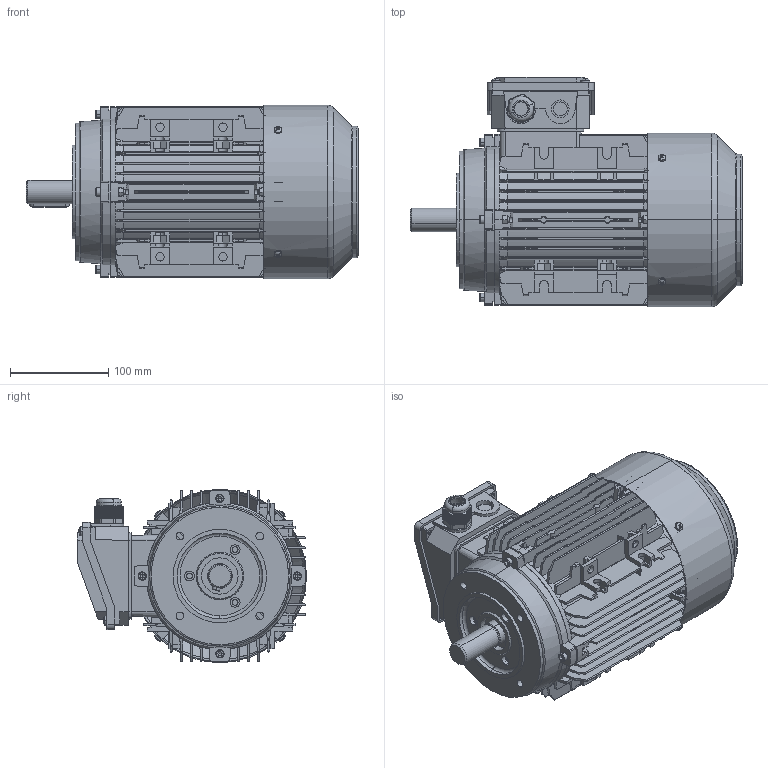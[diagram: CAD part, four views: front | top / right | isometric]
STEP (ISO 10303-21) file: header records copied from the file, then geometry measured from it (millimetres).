
FILE_DESCRIPTION (( 'STEP AP203' ), '1' );
FILE_NAME ('T90L B14蚾饜芞.STEP', '2015-04-07T06:14:08', ( 'USER' ), ( 'MS' ), 'SwSTEP 2.0', 'SolidWorks 2008', '' );
FILE_SCHEMA (( 'CONFIG_CONTROL_DESIGN' ));
Products named in the file (15): T90L机壳_默认; T90L转轴_默认; TA80-90斜接线盒盖_默认; Plain parallel keys_GB_CONNECTING_PIECE_KEYS_CSK 8X40; TA90B14法兰1_默认; 80-100出线螺套_默认; T90L B14蚾饜芞; TA90风罩_默认; TA90后盖1_默认; 90风叶_默认; T80-90斜接线盒座_默认; Cross recessed thread forming screws GB_GB_CROSS_SCREWS_TYPE138 M5X12-N; Cross recessed thread forming screws GB_GB_CROSS_SCREWS_TYPE138 M4X12-N; Hexagon socket head cap screws GB_GB_FASTENER_SCREWS_HSHCS M5X25-N; Hexagon nuts grade C GB_GB_FASTENER_NUT_SNC1 M5-N
Assembly tree (34 placements, depth 2):
  T90L B14蚾饜芞
    TA90风罩_默认
    TA90后盖1_默认
    TA80-90斜接线盒盖_默认
    Hexagon nuts grade C GB_GB_FASTENER_NUT_SNC1 M5-N  x8
    T80-90斜接线盒座_默认
    Plain parallel keys_GB_CONNECTING_PIECE_KEYS_CSK 8X40
    Cross recessed thread forming screws GB_GB_CROSS_SCREWS_TYPE138 M5X12-N  x4
    Hexagon socket head cap screws GB_GB_FASTENER_SCREWS_HSHCS M5X25-N  x8
    TA90B14法兰1_默认
    T90L转轴_默认
    Cross recessed thread forming screws GB_GB_CROSS_SCREWS_TYPE138 M4X12-N  x4
    90风叶_默认
    T90L机壳_默认
    80-100出线螺套_默认
Bounding box: 338 x 233.25 x 176.5 mm (x, y, z)
Volume: 1309157.5 mm3; surface area: 838575.8 mm2
Topology: 34 solids, 34 shells, 3640 faces, 9832 edges, 6320 vertices
Faces by surface type: plane 2273, cylinder 918, cone 237, torus 146, sphere 56, bspline 10
Entity records: 109037 total; most frequent: CARTESIAN_POINT 26520, ORIENTED_EDGE 17608, DIRECTION 15735, EDGE_CURVE 8804, VERTEX_POINT 5685, VECTOR 5621, LINE 5621, AXIS2_PLACEMENT_3D 5057
